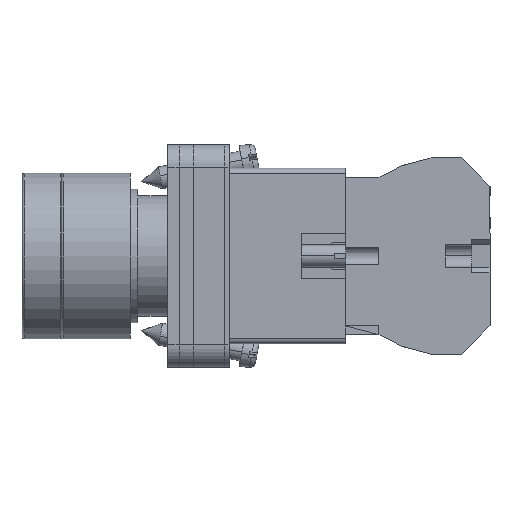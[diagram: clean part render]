
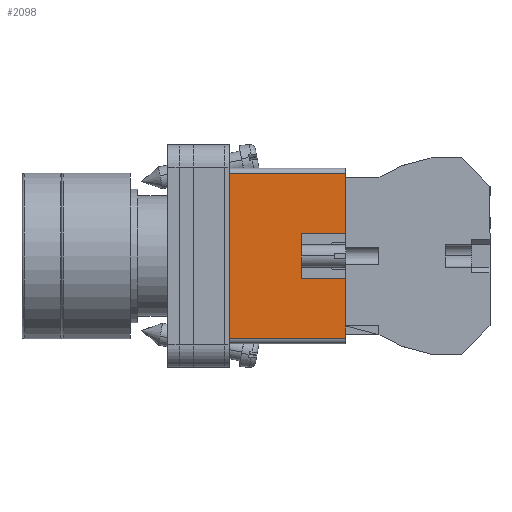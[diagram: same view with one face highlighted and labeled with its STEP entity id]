
A CAD part, left-side view. The second image highlights one B-rep face of the part: STEP entity #2098.
In plain terms, the highlighted face is planar.
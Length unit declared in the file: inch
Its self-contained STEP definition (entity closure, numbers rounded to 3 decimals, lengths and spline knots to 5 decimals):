
#665 = EDGE_CURVE ( 'NONE', #2903, #6817, #8884, .T. ) ;
#782 = CARTESIAN_POINT ( 'NONE',  ( -0.15748, -0.41339, 0.58268 ) ) ;
#883 = VERTEX_POINT ( 'NONE', #14762 ) ;
#1426 = EDGE_CURVE ( 'NONE', #15664, #2903, #8663, .T. ) ;
#1700 = CARTESIAN_POINT ( 'NONE',  ( 0.15748, -0.41339, 0.58268 ) ) ;
#2001 = LINE ( 'NONE', #15841, #13339 ) ;
#2098 = ADVANCED_FACE ( 'NONE', ( #11576 ), #10433, .F. ) ;
#2301 = VERTEX_POINT ( 'NONE', #3504 ) ;
#2658 = CARTESIAN_POINT ( 'NONE',  ( -0.15748, -0.09843, 0.58268 ) ) ;
#2839 = EDGE_CURVE ( 'NONE', #11472, #883, #3629, .T. ) ;
#2903 = VERTEX_POINT ( 'NONE', #7518 ) ;
#2913 = DIRECTION ( 'NONE',  ( 0., 1., 0. ) ) ;
#2948 = EDGE_CURVE ( 'NONE', #11472, #15664, #5714, .T. ) ;
#3112 = DIRECTION ( 'NONE',  ( -1., 0., 0. ) ) ;
#3504 = CARTESIAN_POINT ( 'NONE',  ( 0.58268, 0.41339, 0.58268 ) ) ;
#3629 = LINE ( 'NONE', #9912, #6480 ) ;
#3811 = DIRECTION ( 'NONE',  ( 1., 0., 0. ) ) ;
#3828 = CARTESIAN_POINT ( 'NONE',  ( -0.58268, 0.41339, 0.58268 ) ) ;
#4522 = VERTEX_POINT ( 'NONE', #5684 ) ;
#5060 = DIRECTION ( 'NONE',  ( 0., -1., 0. ) ) ;
#5145 = DIRECTION ( 'NONE',  ( -1., 0., 0. ) ) ;
#5345 = EDGE_CURVE ( 'NONE', #883, #2301, #8451, .T. ) ;
#5406 = VECTOR ( 'NONE', #5145, 39.37008 ) ;
#5684 = CARTESIAN_POINT ( 'NONE',  ( -0.58268, -0.41339, 0.58268 ) ) ;
#5714 = LINE ( 'NONE', #1700, #8597 ) ;
#5856 = ORIENTED_EDGE ( 'NONE', *, *, #12686, .T. ) ;
#6178 = LINE ( 'NONE', #3828, #9834 ) ;
#6310 = ORIENTED_EDGE ( 'NONE', *, *, #2948, .F. ) ;
#6430 = DIRECTION ( 'NONE',  ( 0., 1., 0. ) ) ;
#6480 = VECTOR ( 'NONE', #3811, 39.37008 ) ;
#6744 = ORIENTED_EDGE ( 'NONE', *, *, #1426, .F. ) ;
#6817 = VERTEX_POINT ( 'NONE', #13264 ) ;
#7093 = CARTESIAN_POINT ( 'NONE',  ( 0.15748, -0.09843, 0.58268 ) ) ;
#7348 = LINE ( 'NONE', #15553, #10270 ) ;
#7518 = CARTESIAN_POINT ( 'NONE',  ( -0.15748, -0.09843, 0.58268 ) ) ;
#7979 = CARTESIAN_POINT ( 'NONE',  ( 0.62205, 0.41339, 0.58268 ) ) ;
#8120 = DIRECTION ( 'NONE',  ( 0., -1., 0. ) ) ;
#8250 = EDGE_CURVE ( 'NONE', #4522, #6817, #7348, .T. ) ;
#8339 = VERTEX_POINT ( 'NONE', #13254 ) ;
#8451 = LINE ( 'NONE', #15039, #15007 ) ;
#8484 = DIRECTION ( 'NONE',  ( 1., 0., 0. ) ) ;
#8503 = VECTOR ( 'NONE', #8120, 39.37008 ) ;
#8597 = VECTOR ( 'NONE', #2913, 39.37008 ) ;
#8663 = LINE ( 'NONE', #2658, #5406 ) ;
#8884 = LINE ( 'NONE', #782, #8503 ) ;
#9096 = ORIENTED_EDGE ( 'NONE', *, *, #5345, .T. ) ;
#9229 = ORIENTED_EDGE ( 'NONE', *, *, #11969, .F. ) ;
#9542 = ORIENTED_EDGE ( 'NONE', *, *, #2839, .T. ) ;
#9834 = VECTOR ( 'NONE', #5060, 39.37008 ) ;
#9912 = CARTESIAN_POINT ( 'NONE',  ( 0.62205, -0.41339, 0.58268 ) ) ;
#9998 = AXIS2_PLACEMENT_3D ( 'NONE', #7979, #10484, #3112 ) ;
#10231 = ORIENTED_EDGE ( 'NONE', *, *, #665, .F. ) ;
#10270 = VECTOR ( 'NONE', #13052, 39.37008 ) ;
#10433 = PLANE ( 'NONE',  #9998 ) ;
#10484 = DIRECTION ( 'NONE',  ( 0., 0., -1. ) ) ;
#11472 = VERTEX_POINT ( 'NONE', #14376 ) ;
#11576 = FACE_OUTER_BOUND ( 'NONE', #13765, .T. ) ;
#11969 = EDGE_CURVE ( 'NONE', #8339, #2301, #2001, .T. ) ;
#12686 = EDGE_CURVE ( 'NONE', #8339, #4522, #6178, .T. ) ;
#13052 = DIRECTION ( 'NONE',  ( 1., 0., 0. ) ) ;
#13254 = CARTESIAN_POINT ( 'NONE',  ( -0.58268, 0.41339, 0.58268 ) ) ;
#13264 = CARTESIAN_POINT ( 'NONE',  ( -0.15748, -0.41339, 0.58268 ) ) ;
#13339 = VECTOR ( 'NONE', #8484, 39.37008 ) ;
#13765 = EDGE_LOOP ( 'NONE', ( #9229, #5856, #15392, #10231, #6744, #6310, #9542, #9096 ) ) ;
#14376 = CARTESIAN_POINT ( 'NONE',  ( 0.15748, -0.41339, 0.58268 ) ) ;
#14762 = CARTESIAN_POINT ( 'NONE',  ( 0.58268, -0.41339, 0.58268 ) ) ;
#15007 = VECTOR ( 'NONE', #6430, 39.37008 ) ;
#15039 = CARTESIAN_POINT ( 'NONE',  ( 0.58268, 0.41339, 0.58268 ) ) ;
#15392 = ORIENTED_EDGE ( 'NONE', *, *, #8250, .T. ) ;
#15553 = CARTESIAN_POINT ( 'NONE',  ( 0.62205, -0.41339, 0.58268 ) ) ;
#15664 = VERTEX_POINT ( 'NONE', #7093 ) ;
#15841 = CARTESIAN_POINT ( 'NONE',  ( 0.62205, 0.41339, 0.58268 ) ) ;
